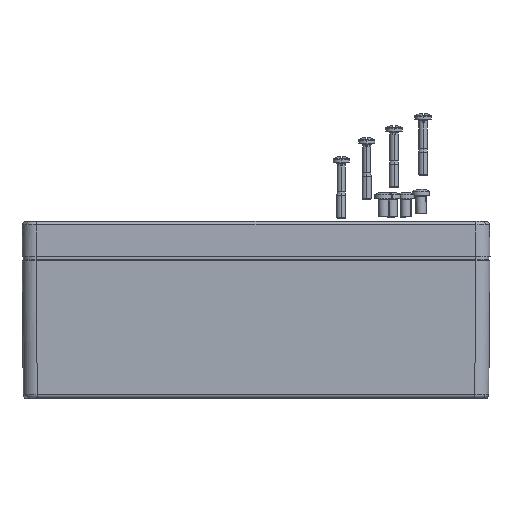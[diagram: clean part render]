
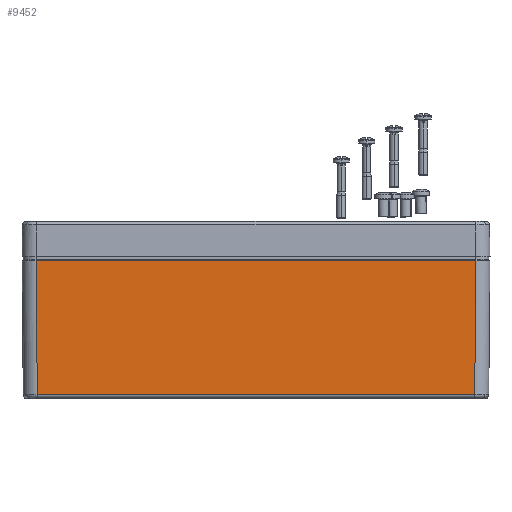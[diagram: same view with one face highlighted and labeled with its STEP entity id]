
A CAD part, top view. The second image highlights one B-rep face of the part: STEP entity #9452.
In plain terms, the highlighted planar face has unit normal (0, -0.009, 1).
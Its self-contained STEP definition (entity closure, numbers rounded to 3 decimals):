
#8390 = VERTEX_POINT ( 'NONE', #24018 ) ;
#8633 = VERTEX_POINT ( 'NONE', #24417 ) ;
#8925 = EDGE_CURVE ( 'NONE', #8390, #8633, #24498, .T. ) ;
#9220 = ORIENTED_EDGE ( 'NONE', *, *, #8925, .T. ) ;
#9382 = ORIENTED_EDGE ( 'NONE', *, *, #21669, .T. ) ;
#9384 = EDGE_CURVE ( 'NONE', #22059, #8390, #25918, .T. ) ;
#9391 = ORIENTED_EDGE ( 'NONE', *, *, #9384, .T. ) ;
#9424 = EDGE_LOOP ( 'NONE', ( #9425, #9382, #9391, #9220 ) ) ;
#9425 = ORIENTED_EDGE ( 'NONE', *, *, #9427, .T. ) ;
#9427 = EDGE_CURVE ( 'NONE', #8633, #20096, #26025, .T. ) ;
#9452 = ADVANCED_FACE ( 'NONE', ( #26046 ), #26045, .T. ) ;
#20096 = VERTEX_POINT ( 'NONE', #41225 ) ;
#21669 = EDGE_CURVE ( 'NONE', #20096, #22059, #41552, .T. ) ;
#22059 = VERTEX_POINT ( 'NONE', #41608 ) ;
#24018 = CARTESIAN_POINT ( 'NONE',  ( -93.472, -60.513, 59.472 ) ) ;
#24417 = CARTESIAN_POINT ( 'NONE',  ( 93.472, -60.513, 59.472 ) ) ;
#24498 = LINE ( 'NONE', #24504, #24721 ) ;
#24504 = CARTESIAN_POINT ( 'NONE',  ( -100., -60.513, 59.472 ) ) ;
#24720 = DIRECTION ( 'NONE',  ( 1., 0., 0. ) ) ;
#24721 = VECTOR ( 'NONE', #24720, 1000. ) ;
#25915 = DIRECTION ( 'NONE',  ( 0.009, -1., -0.009 ) ) ;
#25916 = VECTOR ( 'NONE', #25915, 1000. ) ;
#25917 = CARTESIAN_POINT ( 'NONE',  ( -94.001, 0.052, 60. ) ) ;
#25918 = LINE ( 'NONE', #25917, #25916 ) ;
#26021 = DIRECTION ( 'NONE',  ( 0.009, 1., 0.009 ) ) ;
#26022 = VECTOR ( 'NONE', #26021, 1000. ) ;
#26023 = CARTESIAN_POINT ( 'NONE',  ( 93.985, -1.693, 59.985 ) ) ;
#26025 = LINE ( 'NONE', #26023, #26022 ) ;
#26041 = DIRECTION ( 'NONE',  ( 0., -1., -0.009 ) ) ;
#26042 = DIRECTION ( 'NONE',  ( 0., -0.009, 1. ) ) ;
#26043 = AXIS2_PLACEMENT_3D ( 'NONE', #26044, #26042, #26041 ) ;
#26044 = CARTESIAN_POINT ( 'NONE',  ( -100., 0., 60. ) ) ;
#26045 = PLANE ( 'NONE',  #26043 ) ;
#26046 = FACE_OUTER_BOUND ( 'NONE', #9424, .T. ) ;
#41225 = CARTESIAN_POINT ( 'NONE',  ( 93.974, -3., 59.974 ) ) ;
#41549 = DIRECTION ( 'NONE',  ( -1., 0., 0. ) ) ;
#41550 = VECTOR ( 'NONE', #41549, 1000. ) ;
#41551 = CARTESIAN_POINT ( 'NONE',  ( -100., -3., 59.974 ) ) ;
#41552 = LINE ( 'NONE', #41551, #41550 ) ;
#41608 = CARTESIAN_POINT ( 'NONE',  ( -93.974, -3., 59.974 ) ) ;
